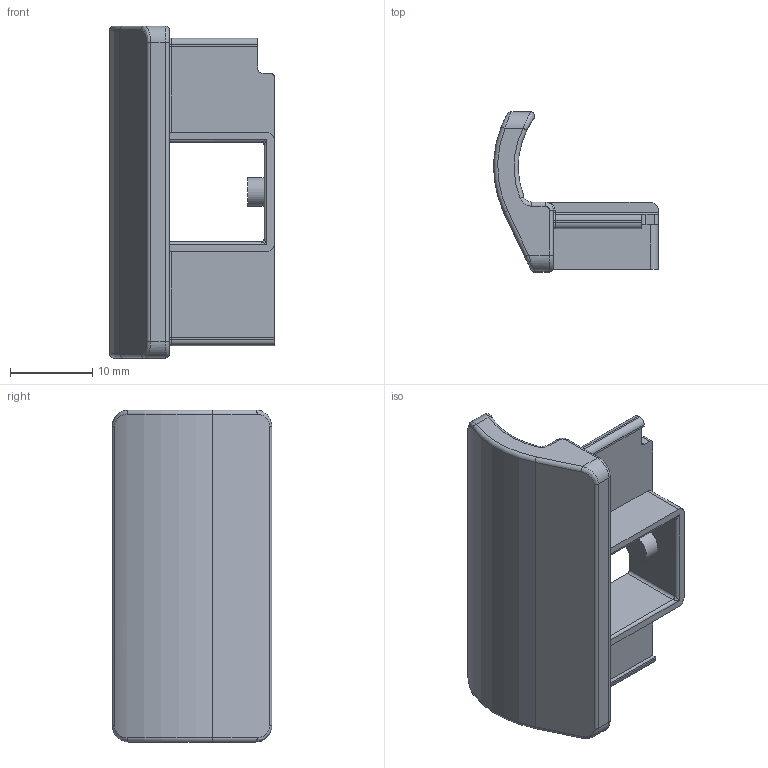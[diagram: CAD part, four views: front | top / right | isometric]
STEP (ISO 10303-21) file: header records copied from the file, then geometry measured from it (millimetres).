
FILE_DESCRIPTION(/* description */ (''),/* implementation_level */ '2;1');
FILE_NAME(/* name */ 'Clip Right.step',/* time_stamp */ '2021-12-02T00:53:08+05:00',/* author */ (''),/* organization */ (''),/* preprocessor_version */ 'ST-DEVELOPER v18.1',/* originating_system */ 'Autodesk Translation Framework v10.10.0.1391',/* authorisation */ '');
FILE_SCHEMA (('AUTOMOTIVE_DESIGN { 1 0 10303 214 3 1 1 }'));
Length unit declared in the file: millimetre
Products named in the file (1): Clip Right
Bounding box: 20 x 19.4 x 40.33 mm (x, y, z)
Volume: 3677.6 mm3; surface area: 3326.4 mm2
Topology: 1 solids, 1 shells, 104 faces, 260 edges, 156 vertices
Faces by surface type: cylinder 47, plane 31, torus 14, bspline 10, sphere 2
Full cylindrical faces by diameter (mm): 3.5 x1
Entity records: 3384 total; most frequent: CARTESIAN_POINT 848, DIRECTION 552, ORIENTED_EDGE 516, EDGE_CURVE 258, AXIS2_PLACEMENT_3D 211, VERTEX_POINT 156, LINE 130, VECTOR 130
